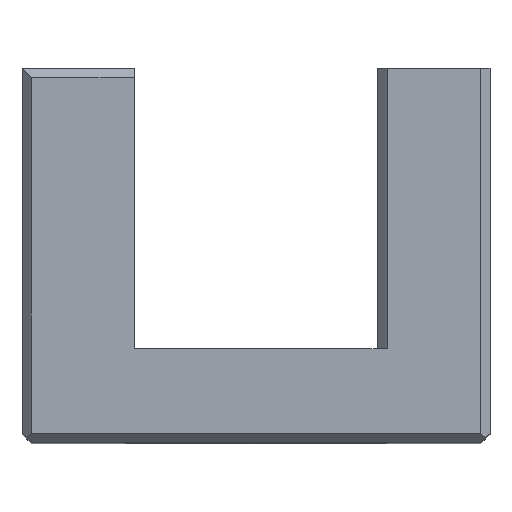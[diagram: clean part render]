
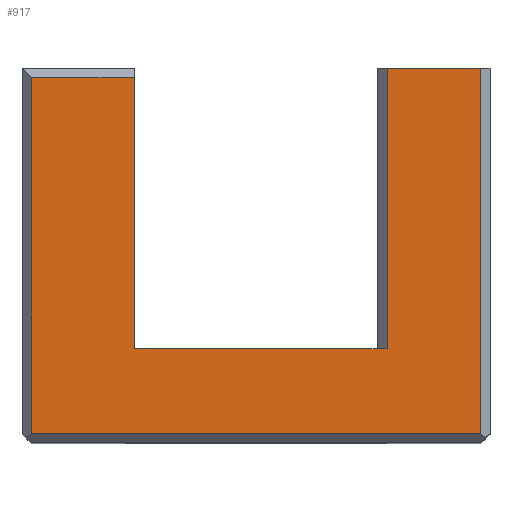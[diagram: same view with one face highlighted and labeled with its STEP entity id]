
A CAD part, top view. The second image highlights one B-rep face of the part: STEP entity #917.
In plain terms, the highlighted planar face has unit normal (0, 0, 1).
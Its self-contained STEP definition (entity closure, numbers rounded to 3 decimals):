
#59=FACE_OUTER_BOUND('',#107,.T.);
#107=EDGE_LOOP('',(#809,#810,#811,#812,#813,#814,#815,#816));
#114=LINE('',#1212,#241);
#116=LINE('',#1216,#243);
#123=LINE('',#1229,#250);
#144=LINE('',#1272,#271);
#149=LINE('',#1282,#276);
#153=LINE('',#1291,#280);
#161=LINE('',#1305,#288);
#233=LINE('',#1449,#360);
#241=VECTOR('',#988,10.);
#243=VECTOR('',#992,10.);
#250=VECTOR('',#1001,10.);
#271=VECTOR('',#1036,15.);
#276=VECTOR('',#1043,10.);
#280=VECTOR('',#1051,6.);
#288=VECTOR('',#1061,10.);
#360=VECTOR('',#1189,13.);
#368=VERTEX_POINT('',#1209);
#369=VERTEX_POINT('',#1211);
#370=VERTEX_POINT('',#1215);
#375=VERTEX_POINT('',#1227);
#390=VERTEX_POINT('',#1271);
#391=VERTEX_POINT('',#1275);
#394=VERTEX_POINT('',#1280);
#397=VERTEX_POINT('',#1290);
#451=EDGE_CURVE('',#368,#369,#114,.T.);
#453=EDGE_CURVE('',#369,#370,#116,.T.);
#460=EDGE_CURVE('',#375,#368,#123,.T.);
#481=EDGE_CURVE('',#390,#370,#144,.T.);
#486=EDGE_CURVE('',#394,#391,#149,.T.);
#490=EDGE_CURVE('',#391,#397,#153,.T.);
#498=EDGE_CURVE('',#397,#375,#161,.T.);
#570=EDGE_CURVE('',#390,#394,#233,.T.);
#809=ORIENTED_EDGE('',*,*,#451,.F.);
#810=ORIENTED_EDGE('',*,*,#460,.F.);
#811=ORIENTED_EDGE('',*,*,#498,.F.);
#812=ORIENTED_EDGE('',*,*,#490,.F.);
#813=ORIENTED_EDGE('',*,*,#486,.F.);
#814=ORIENTED_EDGE('',*,*,#570,.F.);
#815=ORIENTED_EDGE('',*,*,#481,.T.);
#816=ORIENTED_EDGE('',*,*,#453,.F.);
#871=PLANE('',#977);
#917=ADVANCED_FACE('',(#59),#871,.F.);
#977=AXIS2_PLACEMENT_3D('',#1454,#1193,#1194);
#988=DIRECTION('',(0.,1.,0.));
#992=DIRECTION('',(1.,0.,0.));
#1001=DIRECTION('',(-1.,0.,0.));
#1036=DIRECTION('',(0.,1.,0.));
#1043=DIRECTION('',(0.,1.,0.));
#1051=DIRECTION('',(1.,0.,0.));
#1061=DIRECTION('',(0.,-1.,0.));
#1189=DIRECTION('',(1.,0.,0.));
#1193=DIRECTION('center_axis',(0.,0.,-1.));
#1194=DIRECTION('ref_axis',(-1.,0.,0.));
#1209=CARTESIAN_POINT('',(-13.413,0.5,30.565));
#1211=CARTESIAN_POINT('',(-13.413,19.5,30.565));
#1212=CARTESIAN_POINT('',(-13.413,20.,30.565));
#1215=CARTESIAN_POINT('',(-7.913,19.5,30.565));
#1216=CARTESIAN_POINT('',(-6.957,19.5,30.565));
#1227=CARTESIAN_POINT('',(10.587,0.5,30.565));
#1229=CARTESIAN_POINT('',(-6.957,0.5,30.565));
#1271=CARTESIAN_POINT('',(-7.913,5.,30.565));
#1272=CARTESIAN_POINT('',(-7.913,5.,30.565));
#1275=CARTESIAN_POINT('',(5.587,20.,30.565));
#1280=CARTESIAN_POINT('',(5.587,5.,30.565));
#1282=CARTESIAN_POINT('',(5.587,12.5,30.565));
#1290=CARTESIAN_POINT('',(10.587,20.,30.565));
#1291=CARTESIAN_POINT('',(5.087,20.,30.565));
#1305=CARTESIAN_POINT('',(10.587,20.,30.565));
#1449=CARTESIAN_POINT('',(-7.913,5.,30.565));
#1454=CARTESIAN_POINT('Origin',(-13.913,20.,30.565));
